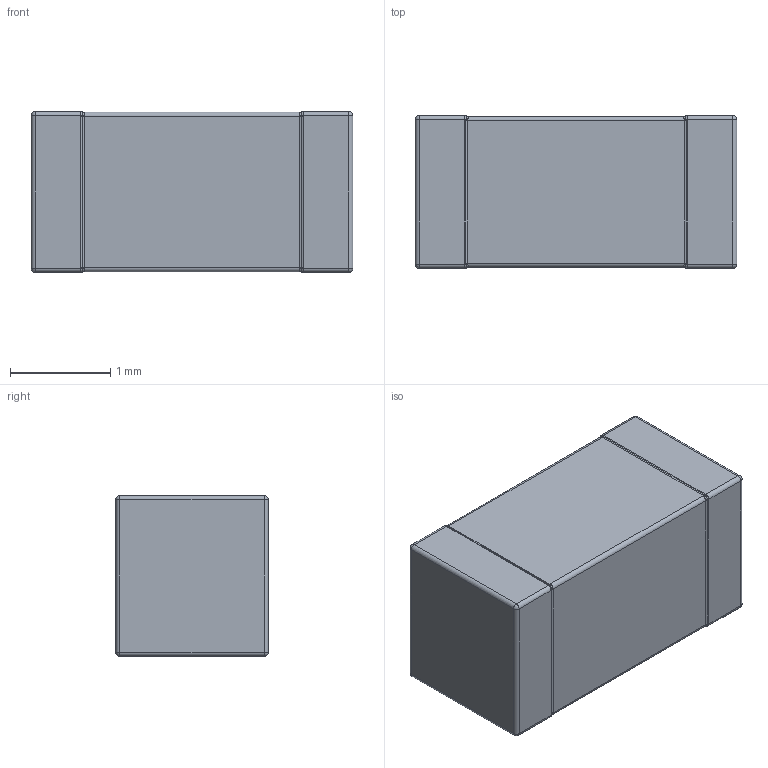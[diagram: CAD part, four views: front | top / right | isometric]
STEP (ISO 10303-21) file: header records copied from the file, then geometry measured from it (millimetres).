
FILE_DESCRIPTION((''),'2;1');
FILE_NAME('CSMD-1206_L3-2_W1-6_H1-52','2021-12-11T',('Dragos'),(''),'PRO/ENGINEER BY PARAMETRIC TECHNOLOGY CORPORATION, 2004440','PRO/ENGINEER BY PARAMETRIC TECHNOLOGY CORPORATION, 2004440','');
FILE_SCHEMA(('AUTOMOTIVE_DESIGN { 1 0 10303 214 1 1 1 1 }'));
Length unit declared in the file: millimetre
Products named in the file (1): CSMD-1206_L3-2_W1-6_H1-52
Bounding box: 3.2 x 1.52 x 1.6 mm (x, y, z)
Volume: 7.7 mm3; surface area: 24.3 mm2
Topology: 1 solids, 1 shells, 308 faces, 809 edges, 510 vertices
Faces by surface type: plane 200, bspline 64, cylinder 36, sphere 8
Entity records: 16598 total; most frequent: CARTESIAN_POINT 5487, ORIENTED_EDGE 1618, DIRECTION 1295, PRESENTATION_STYLE_ASSIGNMENT 933, STYLED_ITEM 814, CURVE_STYLE 810, EDGE_CURVE 809, VECTOR 601
